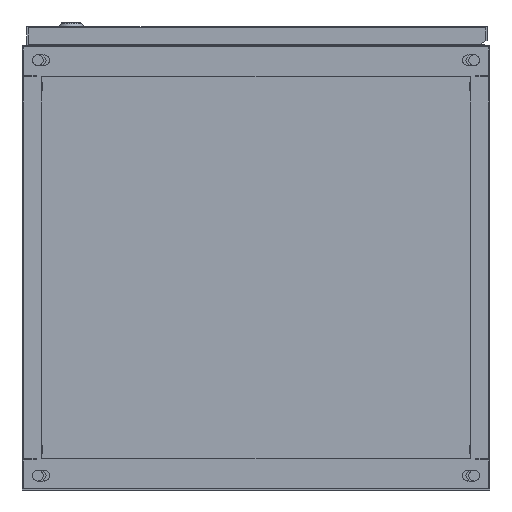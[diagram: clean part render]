
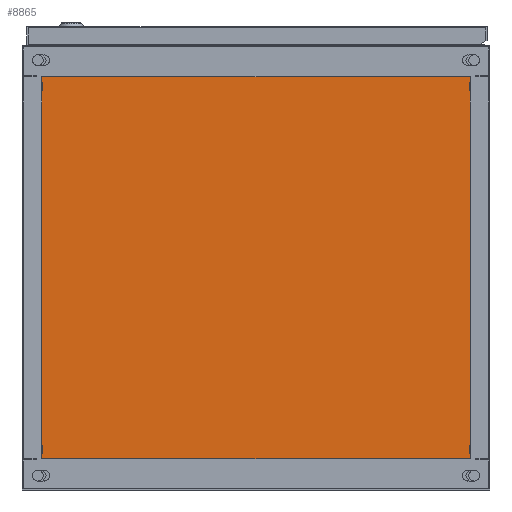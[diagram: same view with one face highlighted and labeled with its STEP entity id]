
A CAD part, front view. The second image highlights one B-rep face of the part: STEP entity #8865.
In plain terms, the highlighted planar face has unit normal (0, -1, 0).
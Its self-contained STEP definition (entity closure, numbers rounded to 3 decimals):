
#7007 = EDGE_CURVE ( 'NONE', #56832, #92565, #26984, .T. ) ;
#7327 = CARTESIAN_POINT ( 'NONE',  ( 275., 1999., 245. ) ) ;
#8500 = AXIS2_PLACEMENT_3D ( 'NONE', #88854, #65089, #57301 ) ;
#8865 = ADVANCED_FACE ( 'NONE', ( #89890 ), #15755, .F. ) ;
#9212 = CARTESIAN_POINT ( 'NONE',  ( -275., 1999., -245. ) ) ;
#10239 = DIRECTION ( 'NONE',  ( 0., 0., 1. ) ) ;
#13926 = VERTEX_POINT ( 'NONE', #9212 ) ;
#14990 = DIRECTION ( 'NONE',  ( 0., 0., -1. ) ) ;
#15755 = PLANE ( 'NONE',  #8500 ) ;
#20604 = VECTOR ( 'NONE', #29088, 1000. ) ;
#23709 = EDGE_CURVE ( 'NONE', #84127, #13926, #58611, .T. ) ;
#26984 = LINE ( 'NONE', #92968, #20604 ) ;
#29088 = DIRECTION ( 'NONE',  ( 1., 0., 0. ) ) ;
#30678 = CARTESIAN_POINT ( 'NONE',  ( 275., 1999., -245. ) ) ;
#35121 = ORIENTED_EDGE ( 'NONE', *, *, #23709, .F. ) ;
#45947 = LINE ( 'NONE', #99408, #49730 ) ;
#46322 = CARTESIAN_POINT ( 'NONE',  ( -275., 1999., -245. ) ) ;
#49730 = VECTOR ( 'NONE', #10239, 1000. ) ;
#52646 = CARTESIAN_POINT ( 'NONE',  ( 275., 1999., -245. ) ) ;
#53562 = LINE ( 'NONE', #30678, #78833 ) ;
#56832 = VERTEX_POINT ( 'NONE', #92673 ) ;
#57301 = DIRECTION ( 'NONE',  ( 0., 0., 1. ) ) ;
#58153 = EDGE_CURVE ( 'NONE', #92565, #84127, #53562, .T. ) ;
#58611 = LINE ( 'NONE', #46322, #92813 ) ;
#65089 = DIRECTION ( 'NONE',  ( 0., 1., 0. ) ) ;
#67670 = ORIENTED_EDGE ( 'NONE', *, *, #7007, .F. ) ;
#69316 = DIRECTION ( 'NONE',  ( -1., 0., 0. ) ) ;
#73783 = EDGE_LOOP ( 'NONE', ( #95460, #35121, #75179, #67670 ) ) ;
#75179 = ORIENTED_EDGE ( 'NONE', *, *, #58153, .F. ) ;
#78833 = VECTOR ( 'NONE', #14990, 1000. ) ;
#84127 = VERTEX_POINT ( 'NONE', #52646 ) ;
#88854 = CARTESIAN_POINT ( 'NONE',  ( 0., 1999., 0. ) ) ;
#89890 = FACE_OUTER_BOUND ( 'NONE', #73783, .T. ) ;
#92565 = VERTEX_POINT ( 'NONE', #7327 ) ;
#92673 = CARTESIAN_POINT ( 'NONE',  ( -275., 1999., 245. ) ) ;
#92813 = VECTOR ( 'NONE', #69316, 1000. ) ;
#92968 = CARTESIAN_POINT ( 'NONE',  ( -275., 1999., 245. ) ) ;
#95460 = ORIENTED_EDGE ( 'NONE', *, *, #105200, .F. ) ;
#99408 = CARTESIAN_POINT ( 'NONE',  ( -275., 1999., -245. ) ) ;
#105200 = EDGE_CURVE ( 'NONE', #13926, #56832, #45947, .T. ) ;
